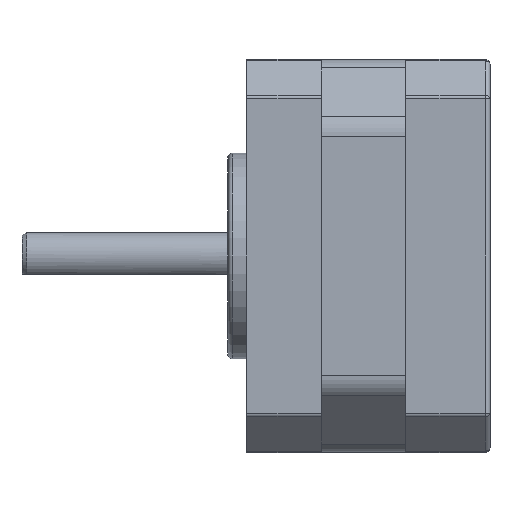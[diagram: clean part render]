
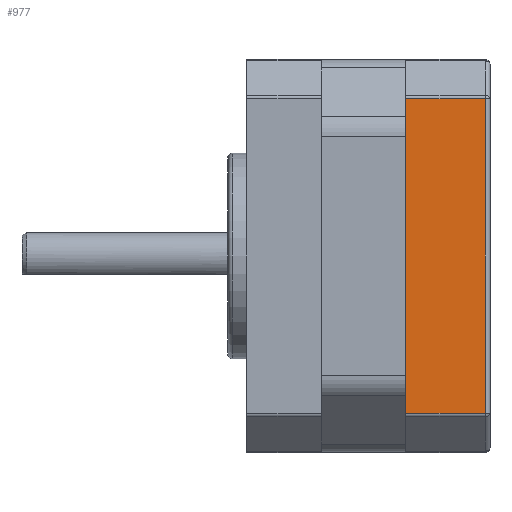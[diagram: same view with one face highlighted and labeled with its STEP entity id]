
A CAD part, left-side view. The second image highlights one B-rep face of the part: STEP entity #977.
In plain terms, the highlighted planar face has unit normal (-1, 0, 0).
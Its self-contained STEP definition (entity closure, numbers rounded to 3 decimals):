
#58 = DIRECTION ( 'NONE',  ( 1., 0., 0. ) ) ;
#216 = VERTEX_POINT ( 'NONE', #3996 ) ;
#221 = VECTOR ( 'NONE', #4657, 1000. ) ;
#479 = EDGE_CURVE ( 'NONE', #216, #2031, #906, .T. ) ;
#510 = FACE_OUTER_BOUND ( 'NONE', #1280, .T. ) ;
#579 = CARTESIAN_POINT ( 'NONE',  ( 0., 9., -37.793 ) ) ;
#581 = ORIENTED_EDGE ( 'NONE', *, *, #889, .T. ) ;
#764 = DIRECTION ( 'NONE',  ( 0., 0., 1. ) ) ;
#889 = EDGE_CURVE ( 'NONE', #216, #4223, #4779, .T. ) ;
#906 = LINE ( 'NONE', #1907, #3771 ) ;
#952 = VECTOR ( 'NONE', #4571, 1000. ) ;
#977 = ADVANCED_FACE ( 'NONE', ( #510 ), #4734, .F. ) ;
#1280 = EDGE_LOOP ( 'NONE', ( #3926, #2696, #3986, #581 ) ) ;
#1725 = DIRECTION ( 'NONE',  ( 0., -1., 0. ) ) ;
#1798 = VERTEX_POINT ( 'NONE', #2948 ) ;
#1812 = CARTESIAN_POINT ( 'NONE',  ( 0., 0.5, -4. ) ) ;
#1855 = LINE ( 'NONE', #1812, #952 ) ;
#1907 = CARTESIAN_POINT ( 'NONE',  ( 0., 9., -4. ) ) ;
#2031 = VERTEX_POINT ( 'NONE', #4716 ) ;
#2370 = CARTESIAN_POINT ( 'NONE',  ( 0., 9., -4. ) ) ;
#2423 = AXIS2_PLACEMENT_3D ( 'NONE', #2370, #58, #2781 ) ;
#2696 = ORIENTED_EDGE ( 'NONE', *, *, #4504, .T. ) ;
#2781 = DIRECTION ( 'NONE',  ( 0., 0., -1. ) ) ;
#2948 = CARTESIAN_POINT ( 'NONE',  ( 0., 0.5, -4.207 ) ) ;
#3720 = VECTOR ( 'NONE', #1725, 1000. ) ;
#3771 = VECTOR ( 'NONE', #764, 1000. ) ;
#3926 = ORIENTED_EDGE ( 'NONE', *, *, #4356, .T. ) ;
#3986 = ORIENTED_EDGE ( 'NONE', *, *, #479, .F. ) ;
#3996 = CARTESIAN_POINT ( 'NONE',  ( 0., 9., -37.793 ) ) ;
#4223 = VERTEX_POINT ( 'NONE', #4728 ) ;
#4270 = CARTESIAN_POINT ( 'NONE',  ( 0., 9., -4.207 ) ) ;
#4356 = EDGE_CURVE ( 'NONE', #4223, #1798, #1855, .T. ) ;
#4386 = LINE ( 'NONE', #4270, #221 ) ;
#4504 = EDGE_CURVE ( 'NONE', #1798, #2031, #4386, .T. ) ;
#4571 = DIRECTION ( 'NONE',  ( 0., 0., 1. ) ) ;
#4657 = DIRECTION ( 'NONE',  ( 0., 1., 0. ) ) ;
#4716 = CARTESIAN_POINT ( 'NONE',  ( 0., 9., -4.207 ) ) ;
#4728 = CARTESIAN_POINT ( 'NONE',  ( 0., 0.5, -37.793 ) ) ;
#4734 = PLANE ( 'NONE',  #2423 ) ;
#4779 = LINE ( 'NONE', #579, #3720 ) ;
